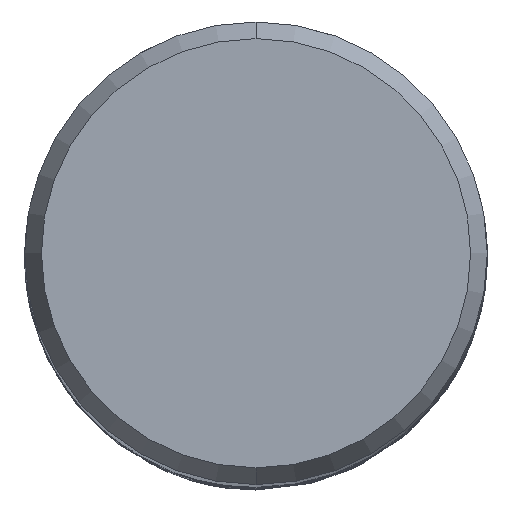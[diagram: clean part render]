
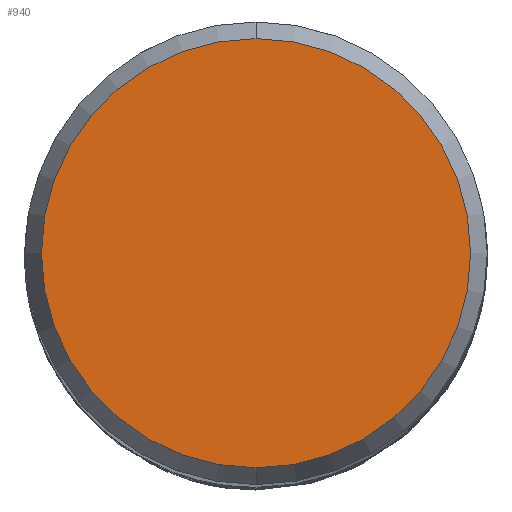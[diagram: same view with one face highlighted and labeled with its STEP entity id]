
A CAD part, top view. The second image highlights one B-rep face of the part: STEP entity #940.
In plain terms, the highlighted planar face has unit normal (0, 0, 1).
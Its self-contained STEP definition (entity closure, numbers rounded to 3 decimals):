
#688=VERTEX_POINT('',#1792);
#718=EDGE_CURVE('',#688,#1460,#1823,.T.);
#940=ADVANCED_FACE('',(#2070),#2071,.T.);
#1172=EDGE_CURVE('',#1460,#688,#2326,.T.);
#1460=VERTEX_POINT('',#2637);
#1792=CARTESIAN_POINT('',(0.0,7.423,0.0));
#1823=CIRCLE('',#4878,7.423);
#2070=FACE_OUTER_BOUND('',#6726,.T.);
#2071=PLANE('',#6727);
#2326=CIRCLE('',#8328,7.423);
#2637=CARTESIAN_POINT('',(0.,-7.423,0.0));
#4878=AXIS2_PLACEMENT_3D('',#16290,#16291,#16292);
#6726=EDGE_LOOP('',(#16669,#16670));
#6727=AXIS2_PLACEMENT_3D('',#16671,#16672,#16673);
#8328=AXIS2_PLACEMENT_3D('',#16989,#16990,#16991);
#16290=CARTESIAN_POINT('',(0.0,0.0,0.0));
#16291=DIRECTION('',(0.0,0.0,-1.0));
#16292=DIRECTION('',(0.0,1.0,0.0));
#16669=ORIENTED_EDGE('',*,*,#718,.F.);
#16670=ORIENTED_EDGE('',*,*,#1172,.F.);
#16671=CARTESIAN_POINT('',(0.0,3.711,0.0));
#16672=DIRECTION('',(-0.0,0.0,1.0));
#16673=DIRECTION('',(0.0,-1.0,0.0));
#16989=CARTESIAN_POINT('',(0.0,0.0,0.0));
#16990=DIRECTION('',(0.0,0.0,-1.0));
#16991=DIRECTION('',(0.0,1.0,0.0));
